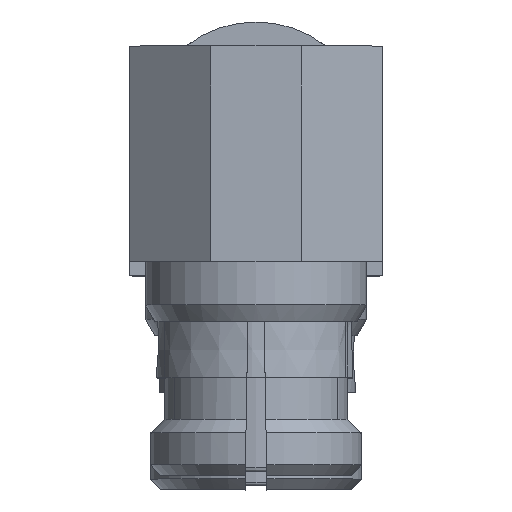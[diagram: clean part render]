
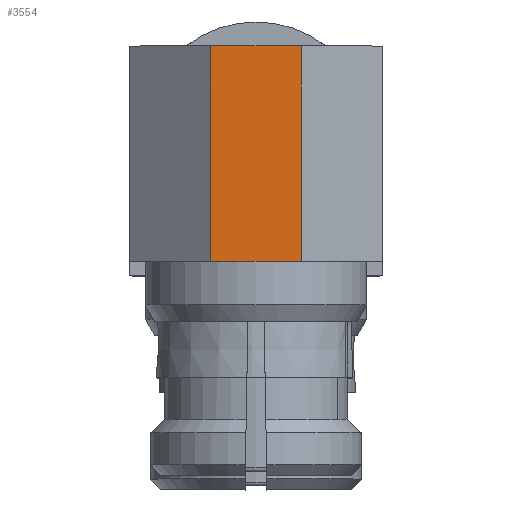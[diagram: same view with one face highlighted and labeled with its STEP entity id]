
A CAD part, top view. The second image highlights one B-rep face of the part: STEP entity #3554.
In plain terms, the highlighted face is planar.
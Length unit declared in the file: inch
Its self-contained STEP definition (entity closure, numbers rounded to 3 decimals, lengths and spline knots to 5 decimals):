
#63 = VERTEX_POINT ( 'NONE', #3184 ) ;
#368 = VECTOR ( 'NONE', #4171, 39.37008 ) ;
#418 = LINE ( 'NONE', #3367, #891 ) ;
#430 = LINE ( 'NONE', #3434, #2993 ) ;
#521 = DIRECTION ( 'NONE',  ( -1., 0., 0. ) ) ;
#891 = VECTOR ( 'NONE', #1379, 39.37008 ) ;
#1106 = ORIENTED_EDGE ( 'NONE', *, *, #4007, .F. ) ;
#1155 = ORIENTED_EDGE ( 'NONE', *, *, #2186, .T. ) ;
#1265 = LINE ( 'NONE', #3530, #368 ) ;
#1379 = DIRECTION ( 'NONE',  ( 0., 0., -1. ) ) ;
#1442 = DIRECTION ( 'NONE',  ( 1., 0., 0. ) ) ;
#1522 = VERTEX_POINT ( 'NONE', #3655 ) ;
#1546 = VECTOR ( 'NONE', #521, 39.37008 ) ;
#1570 = CARTESIAN_POINT ( 'NONE',  ( 0.055, 0.07638, -0.028 ) ) ;
#1597 = CARTESIAN_POINT ( 'NONE',  ( -0.078, 0.07638, 0.028 ) ) ;
#1956 = LINE ( 'NONE', #1570, #1546 ) ;
#2040 = PLANE ( 'NONE',  #3454 ) ;
#2051 = EDGE_LOOP ( 'NONE', ( #2250, #2476, #1155, #1106 ) ) ;
#2186 = EDGE_CURVE ( 'NONE', #3751, #1522, #1956, .T. ) ;
#2250 = ORIENTED_EDGE ( 'NONE', *, *, #3150, .F. ) ;
#2476 = ORIENTED_EDGE ( 'NONE', *, *, #4194, .T. ) ;
#2993 = VECTOR ( 'NONE', #3473, 39.37008 ) ;
#3150 = EDGE_CURVE ( 'NONE', #63, #3818, #430, .T. ) ;
#3184 = CARTESIAN_POINT ( 'NONE',  ( 0.055, 0.07638, 0.028 ) ) ;
#3367 = CARTESIAN_POINT ( 'NONE',  ( -0.078, 0.07638, 0.078 ) ) ;
#3430 = DIRECTION ( 'NONE',  ( 0., -1., 0. ) ) ;
#3434 = CARTESIAN_POINT ( 'NONE',  ( 0.055, 0.07638, 0.028 ) ) ;
#3454 = AXIS2_PLACEMENT_3D ( 'NONE', #3743, #3430, #1442 ) ;
#3473 = DIRECTION ( 'NONE',  ( -1., 0., 0. ) ) ;
#3530 = CARTESIAN_POINT ( 'NONE',  ( 0.055, 0.07638, 0.078 ) ) ;
#3554 = ADVANCED_FACE ( 'NONE', ( #3914 ), #2040, .F. ) ;
#3655 = CARTESIAN_POINT ( 'NONE',  ( -0.078, 0.07638, -0.028 ) ) ;
#3743 = CARTESIAN_POINT ( 'NONE',  ( 0.055, 0.07638, 0.078 ) ) ;
#3751 = VERTEX_POINT ( 'NONE', #3895 ) ;
#3818 = VERTEX_POINT ( 'NONE', #1597 ) ;
#3895 = CARTESIAN_POINT ( 'NONE',  ( 0.055, 0.07638, -0.028 ) ) ;
#3914 = FACE_OUTER_BOUND ( 'NONE', #2051, .T. ) ;
#4007 = EDGE_CURVE ( 'NONE', #3818, #1522, #418, .T. ) ;
#4171 = DIRECTION ( 'NONE',  ( 0., 0., -1. ) ) ;
#4194 = EDGE_CURVE ( 'NONE', #63, #3751, #1265, .T. ) ;
